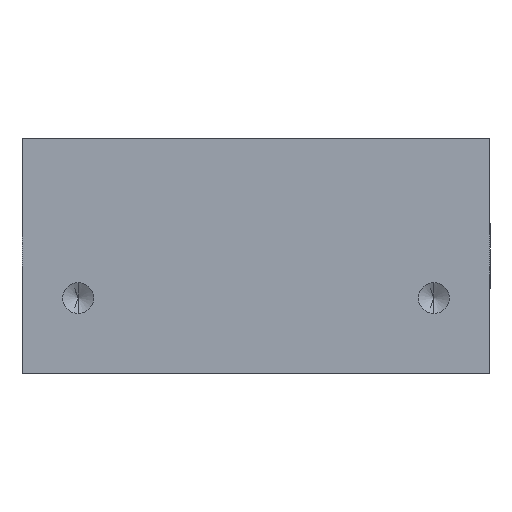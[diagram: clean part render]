
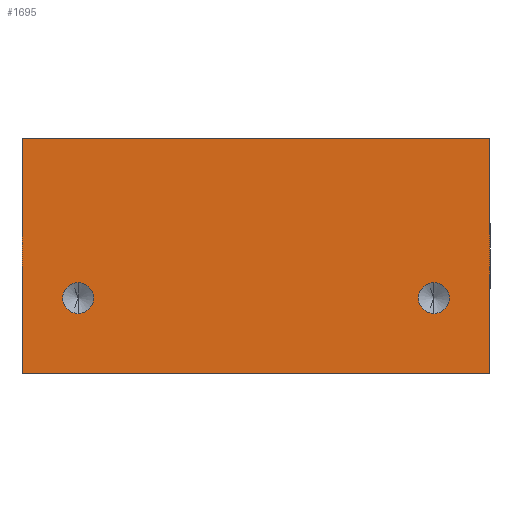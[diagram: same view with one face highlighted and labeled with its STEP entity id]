
A CAD part, front view. The second image highlights one B-rep face of the part: STEP entity #1695.
In plain terms, the highlighted planar face has unit normal (0, -1, 0).
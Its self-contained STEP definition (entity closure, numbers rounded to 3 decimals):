
#8 = CIRCLE ( 'NONE', #1527, 1.65 ) ;
#24 = EDGE_CURVE ( 'NONE', #682, #2486, #8, .T. ) ;
#68 = VERTEX_POINT ( 'NONE', #2484 ) ;
#76 = EDGE_CURVE ( 'NONE', #68, #471, #320, .T. ) ;
#82 = FACE_BOUND ( 'NONE', #642, .T. ) ;
#161 = CARTESIAN_POINT ( 'NONE',  ( 0., -63., -9. ) ) ;
#182 = LINE ( 'NONE', #938, #419 ) ;
#185 = ORIENTED_EDGE ( 'NONE', *, *, #1862, .T. ) ;
#226 = DIRECTION ( 'NONE',  ( 0., 0., -1. ) ) ;
#227 = VERTEX_POINT ( 'NONE', #400 ) ;
#234 = DIRECTION ( 'NONE',  ( 0., 0., -1. ) ) ;
#236 = DIRECTION ( 'NONE',  ( -1., 0., 0. ) ) ;
#258 = AXIS2_PLACEMENT_3D ( 'NONE', #1370, #2403, #1968 ) ;
#320 = LINE ( 'NONE', #1890, #1733 ) ;
#389 = DIRECTION ( 'NONE',  ( 0., 0., 1. ) ) ;
#400 = CARTESIAN_POINT ( 'NONE',  ( 0., -63., 16. ) ) ;
#419 = VECTOR ( 'NONE', #1916, 1000. ) ;
#450 = CARTESIAN_POINT ( 'NONE',  ( 50., -63., 16. ) ) ;
#471 = VERTEX_POINT ( 'NONE', #1649 ) ;
#486 = CARTESIAN_POINT ( 'NONE',  ( 44., -63., 0.65 ) ) ;
#566 = DIRECTION ( 'NONE',  ( 0., 0., -1. ) ) ;
#583 = ORIENTED_EDGE ( 'NONE', *, *, #76, .F. ) ;
#625 = CARTESIAN_POINT ( 'NONE',  ( 44., -63., -2.65 ) ) ;
#642 = EDGE_LOOP ( 'NONE', ( #1970, #1458 ) ) ;
#682 = VERTEX_POINT ( 'NONE', #625 ) ;
#733 = ORIENTED_EDGE ( 'NONE', *, *, #1938, .F. ) ;
#749 = CIRCLE ( 'NONE', #2062, 1.65 ) ;
#834 = CIRCLE ( 'NONE', #258, 1.65 ) ;
#924 = FACE_BOUND ( 'NONE', #2286, .T. ) ;
#928 = DIRECTION ( 'NONE',  ( 0., -1., 0. ) ) ;
#932 = CARTESIAN_POINT ( 'NONE',  ( 6., -63., -2.65 ) ) ;
#938 = CARTESIAN_POINT ( 'NONE',  ( 50., -63., -9. ) ) ;
#1048 = CARTESIAN_POINT ( 'NONE',  ( 44., -63., -1. ) ) ;
#1071 = ORIENTED_EDGE ( 'NONE', *, *, #2405, .T. ) ;
#1077 = DIRECTION ( 'NONE',  ( 0., -1., 0. ) ) ;
#1085 = DIRECTION ( 'NONE',  ( 0., 0., -1. ) ) ;
#1161 = EDGE_CURVE ( 'NONE', #471, #1814, #182, .T. ) ;
#1271 = DIRECTION ( 'NONE',  ( 0., 0., -1. ) ) ;
#1321 = FACE_OUTER_BOUND ( 'NONE', #1780, .T. ) ;
#1370 = CARTESIAN_POINT ( 'NONE',  ( 6., -63., -1. ) ) ;
#1431 = ORIENTED_EDGE ( 'NONE', *, *, #1161, .F. ) ;
#1458 = ORIENTED_EDGE ( 'NONE', *, *, #1487, .F. ) ;
#1467 = VECTOR ( 'NONE', #226, 1000. ) ;
#1474 = CARTESIAN_POINT ( 'NONE',  ( 44., -63., -1. ) ) ;
#1487 = EDGE_CURVE ( 'NONE', #2486, #682, #749, .T. ) ;
#1515 = CARTESIAN_POINT ( 'NONE',  ( 6., -63., 0.65 ) ) ;
#1527 = AXIS2_PLACEMENT_3D ( 'NONE', #1474, #928, #566 ) ;
#1589 = DIRECTION ( 'NONE',  ( 0., 1., 0. ) ) ;
#1623 = AXIS2_PLACEMENT_3D ( 'NONE', #2296, #1771, #234 ) ;
#1649 = CARTESIAN_POINT ( 'NONE',  ( 50., -63., -9. ) ) ;
#1695 = ADVANCED_FACE ( 'NONE', ( #82, #924, #1321 ), #1764, .F. ) ;
#1733 = VECTOR ( 'NONE', #1085, 1000. ) ;
#1748 = CIRCLE ( 'NONE', #1623, 1.65 ) ;
#1764 = PLANE ( 'NONE',  #1943 ) ;
#1771 = DIRECTION ( 'NONE',  ( 0., -1., 0. ) ) ;
#1780 = EDGE_LOOP ( 'NONE', ( #1071, #1431, #583, #185 ) ) ;
#1814 = VERTEX_POINT ( 'NONE', #161 ) ;
#1828 = VERTEX_POINT ( 'NONE', #932 ) ;
#1844 = VERTEX_POINT ( 'NONE', #1515 ) ;
#1862 = EDGE_CURVE ( 'NONE', #68, #227, #2315, .T. ) ;
#1890 = CARTESIAN_POINT ( 'NONE',  ( 50., -63., -9. ) ) ;
#1916 = DIRECTION ( 'NONE',  ( -1., 0., 0. ) ) ;
#1938 = EDGE_CURVE ( 'NONE', #1844, #1828, #834, .T. ) ;
#1943 = AXIS2_PLACEMENT_3D ( 'NONE', #2150, #1589, #389 ) ;
#1945 = LINE ( 'NONE', #2335, #1467 ) ;
#1968 = DIRECTION ( 'NONE',  ( 0., 0., -1. ) ) ;
#1970 = ORIENTED_EDGE ( 'NONE', *, *, #24, .F. ) ;
#2013 = ORIENTED_EDGE ( 'NONE', *, *, #2293, .F. ) ;
#2062 = AXIS2_PLACEMENT_3D ( 'NONE', #1048, #1077, #1271 ) ;
#2150 = CARTESIAN_POINT ( 'NONE',  ( 50., -63., -9. ) ) ;
#2183 = VECTOR ( 'NONE', #236, 1000. ) ;
#2286 = EDGE_LOOP ( 'NONE', ( #2013, #733 ) ) ;
#2293 = EDGE_CURVE ( 'NONE', #1828, #1844, #1748, .T. ) ;
#2296 = CARTESIAN_POINT ( 'NONE',  ( 6., -63., -1. ) ) ;
#2315 = LINE ( 'NONE', #450, #2183 ) ;
#2335 = CARTESIAN_POINT ( 'NONE',  ( 0., -63., -9. ) ) ;
#2403 = DIRECTION ( 'NONE',  ( 0., -1., 0. ) ) ;
#2405 = EDGE_CURVE ( 'NONE', #227, #1814, #1945, .T. ) ;
#2484 = CARTESIAN_POINT ( 'NONE',  ( 50., -63., 16. ) ) ;
#2486 = VERTEX_POINT ( 'NONE', #486 ) ;
